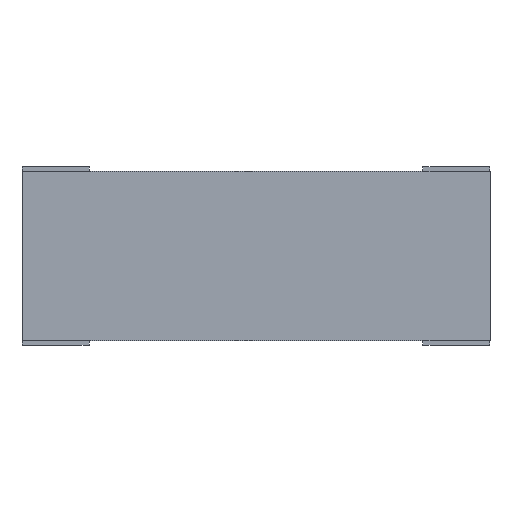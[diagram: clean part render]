
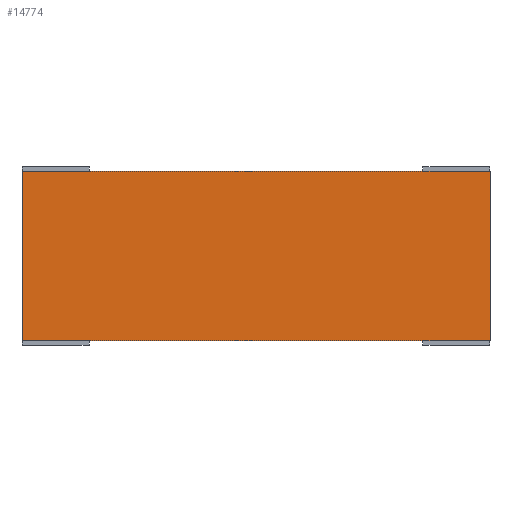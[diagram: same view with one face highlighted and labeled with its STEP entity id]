
A CAD part, front view. The second image highlights one B-rep face of the part: STEP entity #14774.
In plain terms, the highlighted planar face has unit normal (0, -1, 0).
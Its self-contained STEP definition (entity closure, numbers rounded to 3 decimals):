
#48 = EDGE_CURVE ( 'NONE', #1979, #8718, #1694, .T. ) ;
#280 = ORIENTED_EDGE ( 'NONE', *, *, #12884, .T. ) ;
#1160 = CARTESIAN_POINT ( 'NONE',  ( -1.05, -0.7, 0.78 ) ) ;
#1694 = LINE ( 'NONE', #2996, #12368 ) ;
#1764 = CARTESIAN_POINT ( 'NONE',  ( 1.05, -0.7, 0.02 ) ) ;
#1809 = PLANE ( 'NONE',  #10720 ) ;
#1979 = VERTEX_POINT ( 'NONE', #1160 ) ;
#2172 = EDGE_CURVE ( 'NONE', #8718, #12217, #4111, .T. ) ;
#2325 = VECTOR ( 'NONE', #7211, 1000. ) ;
#2776 = EDGE_LOOP ( 'NONE', ( #5295, #7039, #280, #8786 ) ) ;
#2996 = CARTESIAN_POINT ( 'NONE',  ( 0., -0.7, 0.78 ) ) ;
#3036 = CARTESIAN_POINT ( 'NONE',  ( -1.05, -0.7, 0.78 ) ) ;
#3235 = DIRECTION ( 'NONE',  ( -1., 0., 0. ) ) ;
#3253 = CARTESIAN_POINT ( 'NONE',  ( 1.05, -0.7, 0.78 ) ) ;
#3832 = LINE ( 'NONE', #6038, #2325 ) ;
#4111 = LINE ( 'NONE', #8939, #7659 ) ;
#5125 = LINE ( 'NONE', #7969, #14058 ) ;
#5295 = ORIENTED_EDGE ( 'NONE', *, *, #2172, .F. ) ;
#5816 = EDGE_CURVE ( 'NONE', #12217, #11350, #5125, .T. ) ;
#6038 = CARTESIAN_POINT ( 'NONE',  ( -1.05, -0.7, 0.78 ) ) ;
#7039 = ORIENTED_EDGE ( 'NONE', *, *, #48, .F. ) ;
#7211 = DIRECTION ( 'NONE',  ( 0., 0., -1. ) ) ;
#7569 = CARTESIAN_POINT ( 'NONE',  ( -1.05, -0.7, 0.02 ) ) ;
#7659 = VECTOR ( 'NONE', #13727, 1000. ) ;
#7814 = DIRECTION ( 'NONE',  ( 1., 0., 0. ) ) ;
#7969 = CARTESIAN_POINT ( 'NONE',  ( 0., -0.7, 0.02 ) ) ;
#8718 = VERTEX_POINT ( 'NONE', #3253 ) ;
#8741 = DIRECTION ( 'NONE',  ( 0., 0., 1. ) ) ;
#8786 = ORIENTED_EDGE ( 'NONE', *, *, #5816, .F. ) ;
#8939 = CARTESIAN_POINT ( 'NONE',  ( 1.05, -0.7, 0.78 ) ) ;
#9948 = DIRECTION ( 'NONE',  ( 0., 1., 0. ) ) ;
#10720 = AXIS2_PLACEMENT_3D ( 'NONE', #3036, #9948, #8741 ) ;
#11350 = VERTEX_POINT ( 'NONE', #7569 ) ;
#12217 = VERTEX_POINT ( 'NONE', #1764 ) ;
#12368 = VECTOR ( 'NONE', #7814, 1000. ) ;
#12884 = EDGE_CURVE ( 'NONE', #1979, #11350, #3832, .T. ) ;
#13727 = DIRECTION ( 'NONE',  ( 0., 0., -1. ) ) ;
#13858 = FACE_OUTER_BOUND ( 'NONE', #2776, .T. ) ;
#14058 = VECTOR ( 'NONE', #3235, 1000. ) ;
#14774 = ADVANCED_FACE ( 'NONE', ( #13858 ), #1809, .F. ) ;
